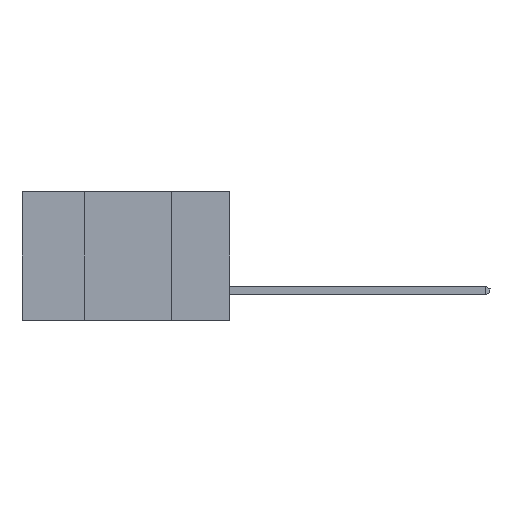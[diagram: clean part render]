
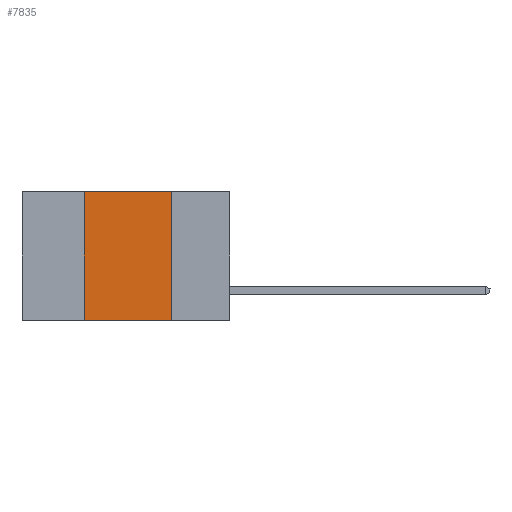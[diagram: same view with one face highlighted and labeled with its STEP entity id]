
A CAD part, left-side view. The second image highlights one B-rep face of the part: STEP entity #7835.
In plain terms, the highlighted planar face has unit normal (-1, 0, 0).
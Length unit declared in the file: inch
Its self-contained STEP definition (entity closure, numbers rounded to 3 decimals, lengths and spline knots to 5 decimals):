
#689 = FACE_OUTER_BOUND ( 'NONE', #10608, .T. ) ;
#806 = VERTEX_POINT ( 'NONE', #4700 ) ;
#960 = ORIENTED_EDGE ( 'NONE', *, *, #4212, .F. ) ;
#1421 = VECTOR ( 'NONE', #4008, 39.37008 ) ;
#2209 = LINE ( 'NONE', #9248, #1421 ) ;
#4008 = DIRECTION ( 'NONE',  ( 0., 0., 1. ) ) ;
#4056 = CARTESIAN_POINT ( 'NONE',  ( 0., 0.42, -0.37 ) ) ;
#4212 = EDGE_CURVE ( 'NONE', #17035, #12892, #6595, .T. ) ;
#4700 = CARTESIAN_POINT ( 'NONE',  ( 0., 0.17, -0.37 ) ) ;
#5702 = EDGE_CURVE ( 'NONE', #16557, #17035, #2209, .T. ) ;
#5738 = PLANE ( 'NONE',  #15423 ) ;
#5749 = VECTOR ( 'NONE', #16690, 39.37008 ) ;
#6595 = LINE ( 'NONE', #22008, #7451 ) ;
#7451 = VECTOR ( 'NONE', #16602, 39.37008 ) ;
#7720 = DIRECTION ( 'NONE',  ( 0., -1., 0. ) ) ;
#7835 = ADVANCED_FACE ( 'NONE', ( #689 ), #5738, .F. ) ;
#7902 = CARTESIAN_POINT ( 'NONE',  ( 0., 0.42, 0. ) ) ;
#8854 = EDGE_CURVE ( 'NONE', #12892, #806, #12838, .T. ) ;
#9248 = CARTESIAN_POINT ( 'NONE',  ( 0., 0.42, -0.37 ) ) ;
#9791 = CARTESIAN_POINT ( 'NONE',  ( 0., 0.17, 0. ) ) ;
#10608 = EDGE_LOOP ( 'NONE', ( #20741, #960, #20981, #16723 ) ) ;
#10661 = CARTESIAN_POINT ( 'NONE',  ( 0., 0.6, 0. ) ) ;
#12838 = LINE ( 'NONE', #19949, #5749 ) ;
#12892 = VERTEX_POINT ( 'NONE', #9791 ) ;
#15018 = CARTESIAN_POINT ( 'NONE',  ( 0., 0.6, -0.37 ) ) ;
#15423 = AXIS2_PLACEMENT_3D ( 'NONE', #10661, #19239, #17876 ) ;
#16184 = VECTOR ( 'NONE', #7720, 39.37008 ) ;
#16557 = VERTEX_POINT ( 'NONE', #4056 ) ;
#16602 = DIRECTION ( 'NONE',  ( 0., -1., 0. ) ) ;
#16610 = LINE ( 'NONE', #15018, #16184 ) ;
#16675 = EDGE_CURVE ( 'NONE', #16557, #806, #16610, .T. ) ;
#16690 = DIRECTION ( 'NONE',  ( 0., 0., -1. ) ) ;
#16723 = ORIENTED_EDGE ( 'NONE', *, *, #16675, .T. ) ;
#17035 = VERTEX_POINT ( 'NONE', #7902 ) ;
#17876 = DIRECTION ( 'NONE',  ( 0., 0., -1. ) ) ;
#19239 = DIRECTION ( 'NONE',  ( 1., 0., 0. ) ) ;
#19949 = CARTESIAN_POINT ( 'NONE',  ( 0., 0.17, -0.37 ) ) ;
#20741 = ORIENTED_EDGE ( 'NONE', *, *, #8854, .F. ) ;
#20981 = ORIENTED_EDGE ( 'NONE', *, *, #5702, .F. ) ;
#22008 = CARTESIAN_POINT ( 'NONE',  ( 0., 0.6, 0. ) ) ;
